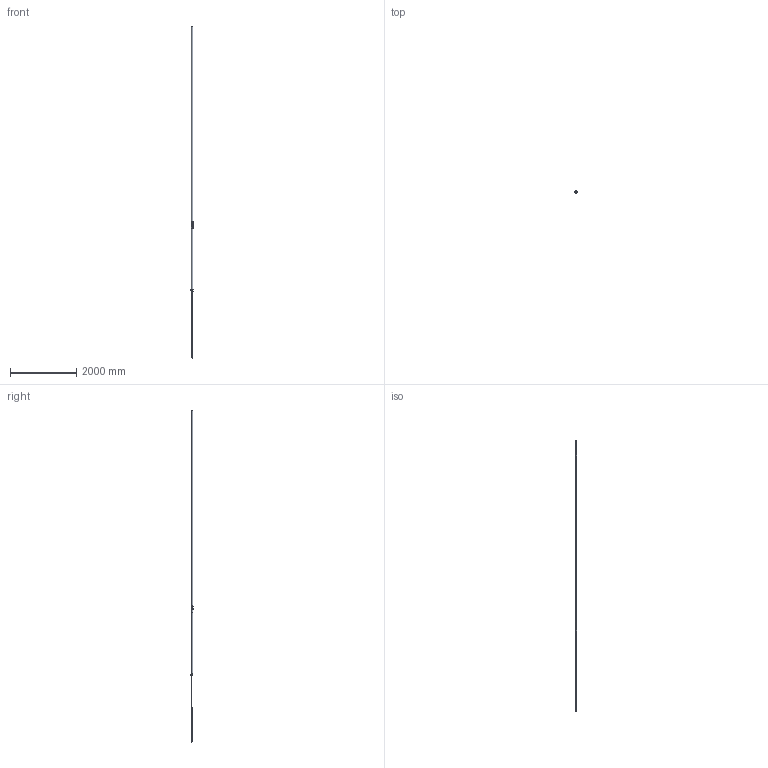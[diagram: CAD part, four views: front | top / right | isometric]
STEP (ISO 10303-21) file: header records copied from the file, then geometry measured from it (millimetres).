
FILE_DESCRIPTION(('Creo Elements/Direct Modeling STEP Export'),'2;1');
FILE_NAME('5408860.stp','2019-11-07T 7:35:11',(''),(''),'Creo Elements/Direct Modeling STEP processor for AP214 (Solid Model)','Creo Elements/Direct Modeling 18.0B 02-Dec-2011 (C) Parametric Technology GmbH','');
FILE_SCHEMA(('AUTOMOTIVE_DESIGN { 1 0 10303 214 1 1 1 1 }'));
Products named in the file (12): Etikett; Aluminiummast_mit_Auslass; Drehteil; 5408938T3; 5408938T2; 5408938T1; niet_4.1; niet_8; Federring_DIN_127-A8_5; Schraube_M_8x10_DIN_933.1.1; Fangstange.1; isFang_IN_10000_mit_Auslass.1
Assembly tree (17 placements, depth 2):
  isFang_IN_10000_mit_Auslass.1
    Fangstange.1
    Federring_DIN_127-A8_5  x3
    Schraube_M_8x10_DIN_933.1.1  x3
    niet_4.1  x2
    niet_8  x2
    5408938T1
    5408938T2
    5408938T3
    Drehteil
    Aluminiummast_mit_Auslass
    Etikett
Bounding box: 61.62 x 63.3 x 9995 mm (x, y, z)
Volume: 5846857.5 mm3; surface area: 2473044.3 mm2
Topology: 17 solids, 17 shells, 2031 faces, 5645 edges, 3730 vertices
Faces by surface type: bspline 1085, plane 680, cylinder 184, cone 74, torus 8
Entity records: 102375 total; most frequent: CARTESIAN_POINT 50162, ORIENTED_EDGE 10902, EDGE_CURVE 5451, DIRECTION 5443, VERTEX_POINT 3614, VECTOR 2391, LINE 2391, B_SPLINE_CURVE_WITH_KNOTS 2214
